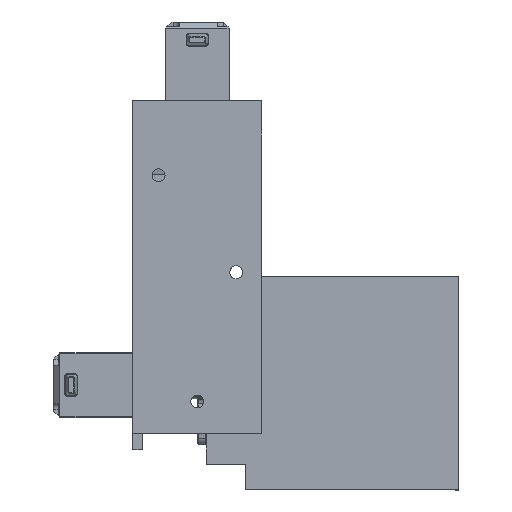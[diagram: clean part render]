
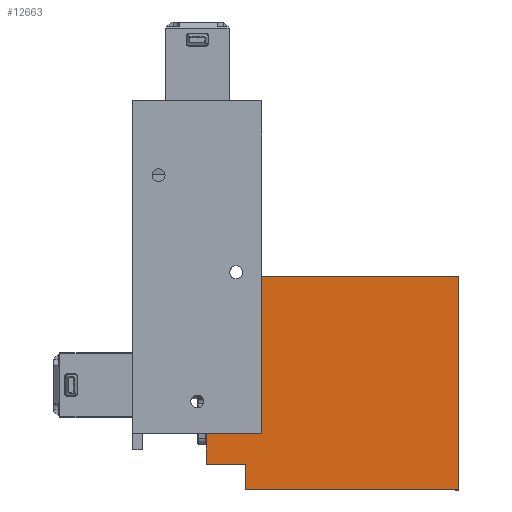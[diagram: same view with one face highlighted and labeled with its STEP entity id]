
A CAD part, top view. The second image highlights one B-rep face of the part: STEP entity #12663.
In plain terms, the highlighted planar face has unit normal (0, 0, 1).
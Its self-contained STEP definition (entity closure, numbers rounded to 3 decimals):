
#2041=FACE_OUTER_BOUND('',#2886,.T.);
#2886=EDGE_LOOP('',(#11541,#11542,#11543,#11544,#11545,#11546,#11547,#11548));
#3915=LINE('',#23126,#4973);
#3919=LINE('',#23133,#4977);
#3920=LINE('',#23135,#4978);
#3938=LINE('',#23173,#4996);
#3940=LINE('',#23177,#4998);
#3942=LINE('',#23179,#5000);
#3943=LINE('',#23182,#5001);
#3945=LINE('',#23185,#5003);
#4973=VECTOR('',#18171,10.);
#4977=VECTOR('',#18177,10.);
#4978=VECTOR('',#18180,10.);
#4996=VECTOR('',#18210,10.);
#4998=VECTOR('',#18214,10.);
#5000=VECTOR('',#18216,10.);
#5001=VECTOR('',#18219,10.);
#5003=VECTOR('',#18223,10.);
#6085=VERTEX_POINT('',#23123);
#6086=VERTEX_POINT('',#23125);
#6087=VERTEX_POINT('',#23129);
#6088=VERTEX_POINT('',#23131);
#6101=VERTEX_POINT('',#23170);
#6102=VERTEX_POINT('',#23172);
#6103=VERTEX_POINT('',#23176);
#6104=VERTEX_POINT('',#23181);
#7890=EDGE_CURVE('',#6085,#6086,#3915,.T.);
#7894=EDGE_CURVE('',#6087,#6088,#3919,.T.);
#7895=EDGE_CURVE('',#6086,#6088,#3920,.T.);
#7913=EDGE_CURVE('',#6102,#6101,#3938,.T.);
#7915=EDGE_CURVE('',#6103,#6087,#3940,.T.);
#7917=EDGE_CURVE('',#6085,#6102,#3942,.T.);
#7918=EDGE_CURVE('',#6104,#6103,#3943,.T.);
#7920=EDGE_CURVE('',#6101,#6104,#3945,.T.);
#11541=ORIENTED_EDGE('',*,*,#7920,.T.);
#11542=ORIENTED_EDGE('',*,*,#7918,.T.);
#11543=ORIENTED_EDGE('',*,*,#7915,.T.);
#11544=ORIENTED_EDGE('',*,*,#7894,.T.);
#11545=ORIENTED_EDGE('',*,*,#7895,.F.);
#11546=ORIENTED_EDGE('',*,*,#7890,.F.);
#11547=ORIENTED_EDGE('',*,*,#7917,.T.);
#11548=ORIENTED_EDGE('',*,*,#7913,.T.);
#11920=PLANE('',#14259);
#12663=ADVANCED_FACE('',(#2041),#11920,.T.);
#14259=AXIS2_PLACEMENT_3D('',#23186,#18224,#18225);
#18171=DIRECTION('',(0.,1.,0.));
#18177=DIRECTION('',(0.,1.,0.));
#18180=DIRECTION('',(1.,0.,0.));
#18210=DIRECTION('',(0.,-1.,0.));
#18214=DIRECTION('',(-1.,0.,0.));
#18216=DIRECTION('',(-1.,0.,0.));
#18219=DIRECTION('',(0.,1.,0.));
#18223=DIRECTION('',(1.,0.,0.));
#18224=DIRECTION('center_axis',(0.,0.,1.));
#18225=DIRECTION('ref_axis',(1.,0.,0.));
#23123=CARTESIAN_POINT('',(-25.,33.,2.));
#23125=CARTESIAN_POINT('',(-25.,45.,2.));
#23126=CARTESIAN_POINT('',(-25.,33.,2.));
#23129=CARTESIAN_POINT('',(25.,33.,2.));
#23131=CARTESIAN_POINT('',(25.,45.,2.));
#23133=CARTESIAN_POINT('',(25.,33.,2.));
#23135=CARTESIAN_POINT('',(-25.,45.,2.));
#23170=CARTESIAN_POINT('',(-33.,-33.,2.));
#23172=CARTESIAN_POINT('',(-33.,33.,2.));
#23173=CARTESIAN_POINT('',(-33.,33.,2.));
#23176=CARTESIAN_POINT('',(33.,33.,2.));
#23177=CARTESIAN_POINT('',(33.,33.,2.));
#23179=CARTESIAN_POINT('',(33.,33.,2.));
#23181=CARTESIAN_POINT('',(33.,-33.,2.));
#23182=CARTESIAN_POINT('',(33.,-33.,2.));
#23185=CARTESIAN_POINT('',(-33.,-33.,2.));
#23186=CARTESIAN_POINT('Origin',(0.,0.,
2.));
